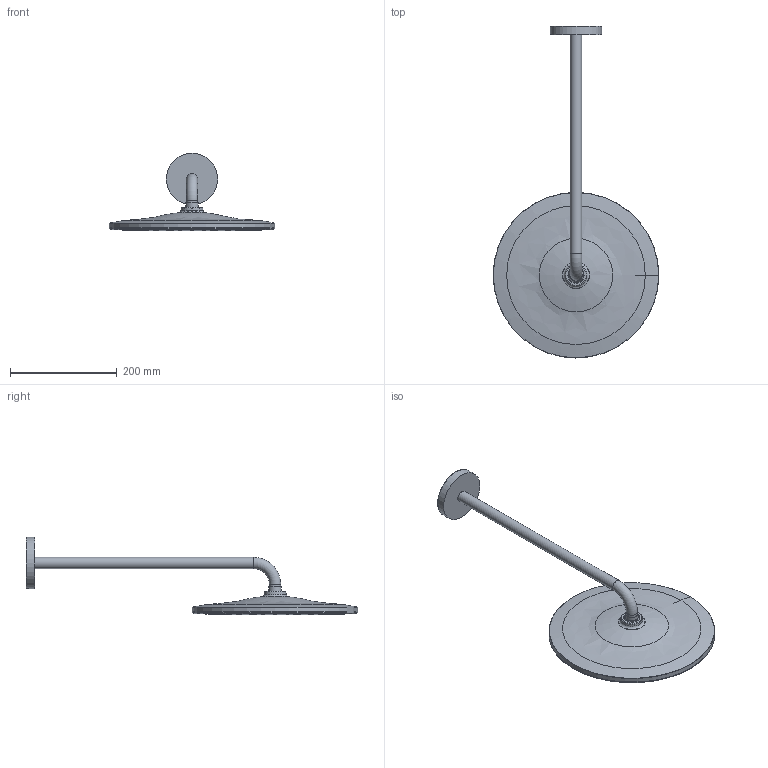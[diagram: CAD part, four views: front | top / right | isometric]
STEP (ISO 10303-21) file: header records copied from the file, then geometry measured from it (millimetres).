
FILE_DESCRIPTION(/* description */ ('Unknown'),/* implementation_level */ '2;1');
FILE_NAME(/* name */ '26557000',/* time_stamp */ '2022-09-07T17:04:24+02:00',/* author */ ('Unknown'),/* organization */ ('GROHE AG'),/* preprocessor_version */ 'ST-DEVELOPER v16.7',/* originating_system */ 'DEX',/* authorisation */ $);
FILE_SCHEMA (('AUTOMOTIVE_DESIGN {1 0 10303 214 3 1 1}'));
Products named in the file (6): 26557000; 26557000_0; 26557000_1; id115; g0182DEC7767ozti
Assembly tree (5 placements, depth 2):
  26557000
    26557000
    26557000_0
    26557000_1
    id115
    g0182DEC7767ozti
Bounding box: 310 x 621 x 144.82 mm (x, y, z)
Volume: 1363529.3 mm3; surface area: 299400.6 mm2
Topology: 3 solids, 46 shells, 393 faces, 1366 edges, 1004 vertices
Faces by surface type: bspline 302, plane 35, cone 31, cylinder 13, torus 11, sphere 1
Full cylindrical faces by diameter (mm): 21 x2, 23 x1, 95.733 x1, 310 x1
Entity records: 51587 total; most frequent: CARTESIAN_POINT 42257, ORIENTED_EDGE 1115, EDGE_LOOP 866, FACE_BOUND 866, EDGE_CURVE 765, VERTEX_POINT 753, B_SPLINE_CURVE_WITH_KNOTS 580, DIRECTION 484
